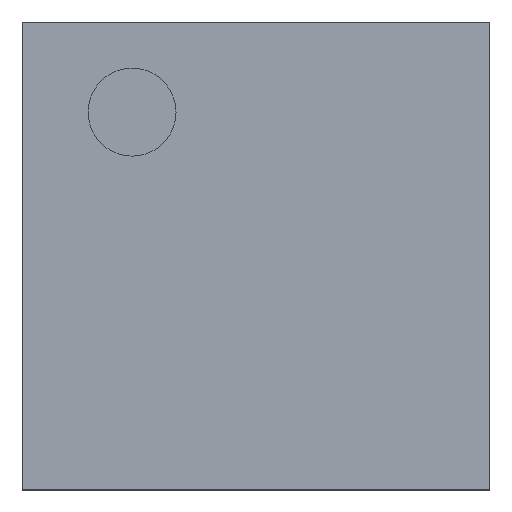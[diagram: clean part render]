
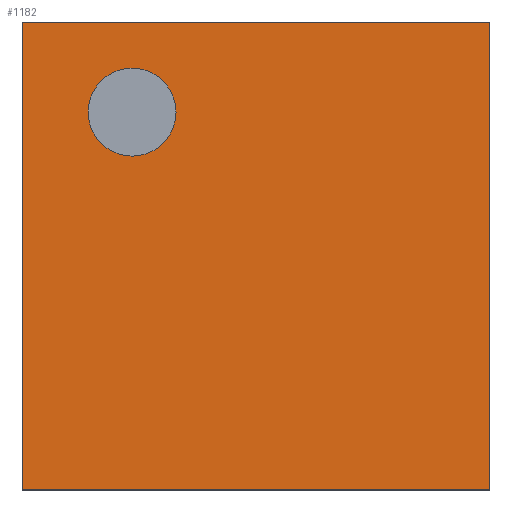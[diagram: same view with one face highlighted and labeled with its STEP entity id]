
A CAD part, top view. The second image highlights one B-rep face of the part: STEP entity #1182.
In plain terms, the highlighted planar face has unit normal (0, 0, 1).
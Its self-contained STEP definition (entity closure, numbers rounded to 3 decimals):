
#168=CARTESIAN_POINT('',(-0.564,0.454,0.847));
#169=VERTEX_POINT('',#168);
#178=CARTESIAN_POINT('',(-0.564,0.854,0.847));
#179=VERTEX_POINT('',#178);
#180=CARTESIAN_POINT('',(-0.564,0.654,0.847));
#181=DIRECTION('',(0.0,0.0,-1.0));
#182=DIRECTION('',(0.0,-1.0,0.0));
#183=AXIS2_PLACEMENT_3D('',#180,#181,#182);
#184=CIRCLE('',#183,0.2);
#185=EDGE_CURVE('',#179,#169,#184,.T.);
#219=CARTESIAN_POINT('',(-0.564,0.654,0.847));
#220=DIRECTION('',(0.0,0.0,-1.0));
#221=DIRECTION('',(0.0,-1.0,0.0));
#222=AXIS2_PLACEMENT_3D('',#219,#220,#221);
#223=CIRCLE('',#222,0.2);
#224=EDGE_CURVE('',#169,#179,#223,.T.);
#969=CARTESIAN_POINT('',(1.064,1.064,0.847));
#970=VERTEX_POINT('',#969);
#977=CARTESIAN_POINT('',(1.063,-1.064,0.847));
#978=VERTEX_POINT('',#977);
#979=CARTESIAN_POINT('',(1.064,1.064,0.847));
#980=DIRECTION('',(0.0,-1.0,0.0));
#981=VECTOR('',#980,2.127);
#982=LINE('',#979,#981);
#983=EDGE_CURVE('',#970,#978,#982,.T.);
#1095=CARTESIAN_POINT('',(-1.064,-1.064,0.847));
#1096=VERTEX_POINT('',#1095);
#1097=CARTESIAN_POINT('',(1.063,-1.064,0.847));
#1098=DIRECTION('',(-1.0,0.0,0.0));
#1099=VECTOR('',#1098,2.127);
#1100=LINE('',#1097,#1099);
#1101=EDGE_CURVE('',#978,#1096,#1100,.T.);
#1122=CARTESIAN_POINT('',(-1.064,1.064,0.847));
#1123=VERTEX_POINT('',#1122);
#1124=CARTESIAN_POINT('',(-1.064,-1.064,0.847));
#1125=DIRECTION('',(0.0,1.0,0.0));
#1126=VECTOR('',#1125,2.127);
#1127=LINE('',#1124,#1126);
#1128=EDGE_CURVE('',#1096,#1123,#1127,.T.);
#1155=CARTESIAN_POINT('',(-1.064,1.064,0.847));
#1156=DIRECTION('',(1.0,0.0,0.0));
#1157=VECTOR('',#1156,2.127);
#1158=LINE('',#1155,#1157);
#1159=EDGE_CURVE('',#1123,#970,#1158,.T.);
#1167=CARTESIAN_POINT('',(0.,0.,0.847));
#1168=DIRECTION('',(0.0,0.0,1.0));
#1169=DIRECTION('',(0.0,-1.0,0.0));
#1170=AXIS2_PLACEMENT_3D('',#1167,#1168,#1169);
#1171=PLANE('',#1170);
#1172=ORIENTED_EDGE('',*,*,#983,.F.);
#1173=ORIENTED_EDGE('',*,*,#1159,.F.);
#1174=ORIENTED_EDGE('',*,*,#1128,.F.);
#1175=ORIENTED_EDGE('',*,*,#1101,.F.);
#1176=EDGE_LOOP('',(#1172,#1173,#1174,#1175));
#1177=FACE_OUTER_BOUND('',#1176,.T.);
#1178=ORIENTED_EDGE('',*,*,#224,.T.);
#1179=ORIENTED_EDGE('',*,*,#185,.T.);
#1180=EDGE_LOOP('',(#1178,#1179));
#1181=FACE_BOUND('',#1180,.T.);
#1182=ADVANCED_FACE('',(#1177,#1181),#1171,.T.);
